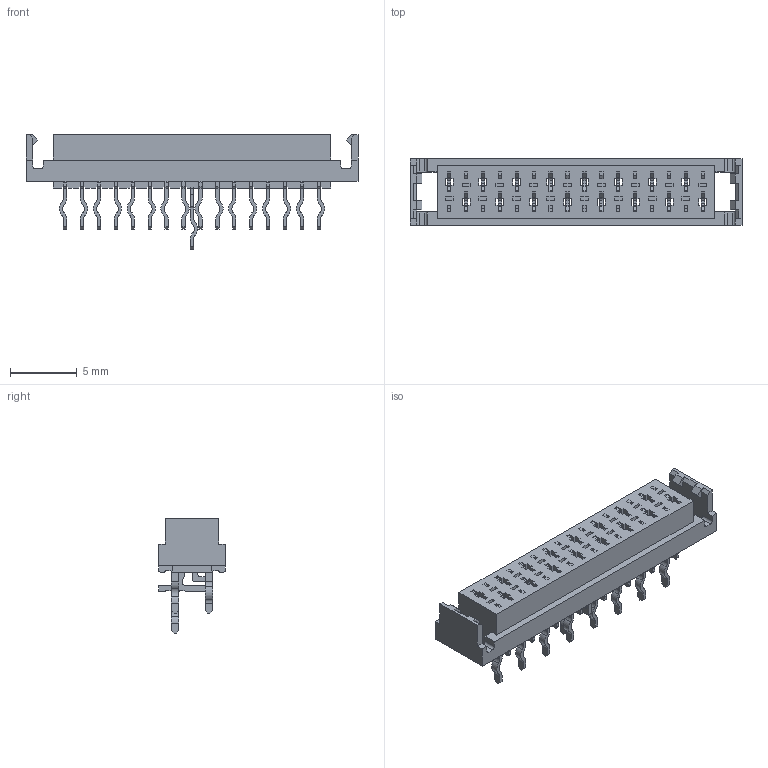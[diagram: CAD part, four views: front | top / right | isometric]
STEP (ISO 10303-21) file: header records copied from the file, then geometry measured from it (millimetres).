
FILE_DESCRIPTION( ( 'Unknown' ), '1' );
FILE_NAME( '690367191672.stp', 'Unknown', ( 'Unknown' ), ( 'Unknown' ), 'XStep 1.0', 'Unknown', ' ' );
FILE_SCHEMA( ( 'CONFIG_CONTROL_DESIGN' ) );
Length unit declared in the file: millimetre
Products named in the file (3): Assem1; 1; 2
Bounding box: 24.92 x 5 x 8.6 mm (x, y, z)
Volume: 704.4 mm3; surface area: 2163.9 mm2
Topology: 19 solids, 19 shells, 1868 faces, 5468 edges, 3600 vertices
Faces by surface type: plane 1478, cylinder 390
Entity records: 18113 total; most frequent: CARTESIAN_POINT 3221, ORIENTED_EDGE 3218, DIRECTION 2793, EDGE_CURVE 1609, LINE 1549, VECTOR 1549, VERTEX_POINT 1050, AXIS2_PLACEMENT_3D 622
